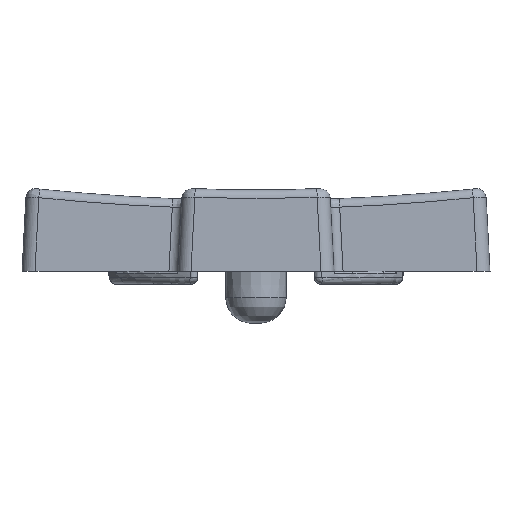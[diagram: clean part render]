
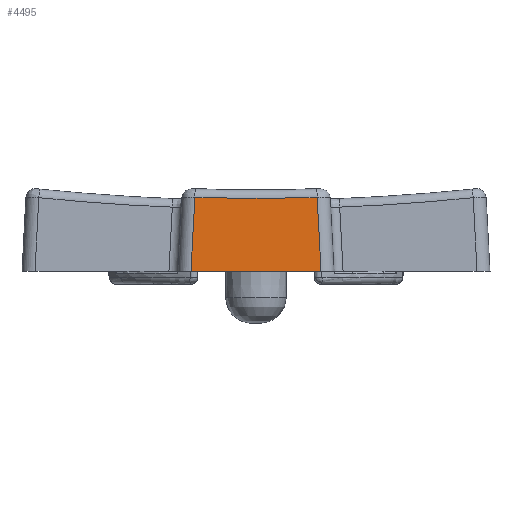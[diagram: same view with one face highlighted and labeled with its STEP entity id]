
A CAD part, front view. The second image highlights one B-rep face of the part: STEP entity #4495.
In plain terms, the highlighted planar face has unit normal (0, -0.999, 0.052).
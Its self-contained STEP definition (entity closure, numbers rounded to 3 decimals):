
#163=PLANE('',#4907);
#401=CIRCLE('',#4885,81.49);
#614=FACE_OUTER_BOUND('',#885,.T.);
#885=EDGE_LOOP('',(#3551,#3552,#3553,#3554));
#1114=LINE('',#8220,#1377);
#1149=LINE('',#9299,#1412);
#1150=LINE('',#9301,#1413);
#1377=VECTOR('',#5441,10.);
#1412=VECTOR('',#5694,10.);
#1413=VECTOR('',#5697,10.);
#1947=VERTEX_POINT('',#8217);
#1948=VERTEX_POINT('',#8219);
#2026=VERTEX_POINT('',#9137);
#2028=VERTEX_POINT('',#9151);
#2457=EDGE_CURVE('',#1948,#1947,#1114,.T.);
#2589=EDGE_CURVE('',#2028,#2026,#401,.T.);
#2616=EDGE_CURVE('',#2026,#1947,#1149,.T.);
#2617=EDGE_CURVE('',#1948,#2028,#1150,.T.);
#3551=ORIENTED_EDGE('',*,*,#2589,.F.);
#3552=ORIENTED_EDGE('',*,*,#2617,.F.);
#3553=ORIENTED_EDGE('',*,*,#2457,.T.);
#3554=ORIENTED_EDGE('',*,*,#2616,.F.);
#4495=ADVANCED_FACE('',(#614),#163,.T.);
#4885=AXIS2_PLACEMENT_3D('',#9153,#5644,#5645);
#4907=AXIS2_PLACEMENT_3D('',#9300,#5695,#5696);
#5441=DIRECTION('',(1.,0.,0.));
#5644=DIRECTION('center_axis',(0.,-0.999,0.052));
#5645=DIRECTION('ref_axis',(0.,-0.052,-0.999));
#5694=DIRECTION('',(0.052,-0.052,-0.997));
#5695=DIRECTION('center_axis',(0.,-0.999,0.052));
#5696=DIRECTION('ref_axis',(1.,0.,0.));
#5697=DIRECTION('',(0.052,0.052,0.997));
#8217=CARTESIAN_POINT('',(2.501,-9.,2.806));
#8219=CARTESIAN_POINT('',(-2.501,-9.,2.806));
#8220=CARTESIAN_POINT('',(-1.5,-9.,2.806));
#9137=CARTESIAN_POINT('',(2.352,-8.851,5.646));
#9151=CARTESIAN_POINT('',(-2.352,-8.851,5.646));
#9153=CARTESIAN_POINT('Origin',(0.,-4.588,
86.99));
#9299=CARTESIAN_POINT('',(2.64,-9.14,0.142));
#9300=CARTESIAN_POINT('Origin',(-3.,-9.147,0.004));
#9301=CARTESIAN_POINT('',(-2.64,-9.14,0.142));
